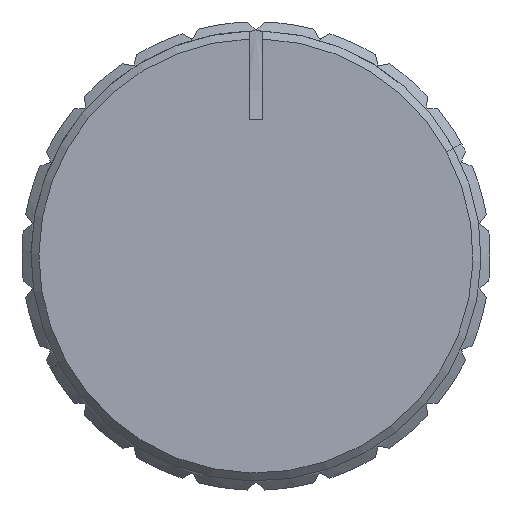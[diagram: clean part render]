
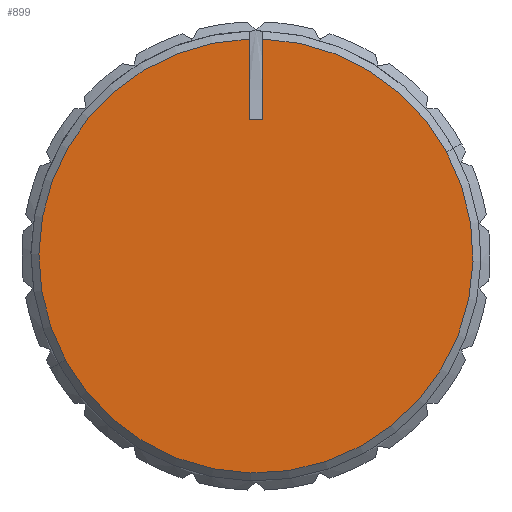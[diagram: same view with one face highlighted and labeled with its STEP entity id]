
A CAD part, front view. The second image highlights one B-rep face of the part: STEP entity #899.
In plain terms, the highlighted planar face has unit normal (0, -1, 0).
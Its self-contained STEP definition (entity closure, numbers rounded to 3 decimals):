
#717 = EDGE_CURVE('',#718,#720,#722,.T.);
#718 = VERTEX_POINT('',#719);
#719 = CARTESIAN_POINT('',(-0.3,-14.1,9.545));
#720 = VERTEX_POINT('',#721);
#721 = CARTESIAN_POINT('',(-0.3,-14.1,6.));
#722 = SURFACE_CURVE('',#723,(#727,#739),.PCURVE_S1.);
#723 = LINE('',#724,#725);
#724 = CARTESIAN_POINT('',(-0.3,-14.1,7.773));
#725 = VECTOR('',#726,1.);
#726 = DIRECTION('',(0.,0.,-1.));
#727 = PCURVE('',#728,#733);
#728 = PLANE('',#729);
#729 = AXIS2_PLACEMENT_3D('',#730,#731,#732);
#730 = CARTESIAN_POINT('',(-0.3,0.,0.));
#731 = DIRECTION('',(1.,0.,0.));
#732 = DIRECTION('',(0.,1.,0.));
#733 = DEFINITIONAL_REPRESENTATION('',(#734),#738);
#734 = LINE('',#735,#736);
#735 = CARTESIAN_POINT('',(-14.1,7.773));
#736 = VECTOR('',#737,1.);
#737 = DIRECTION('',(0.,-1.));
#738 = ( GEOMETRIC_REPRESENTATION_CONTEXT(2) 
PARAMETRIC_REPRESENTATION_CONTEXT() REPRESENTATION_CONTEXT('2D SPACE',''
  ) );
#739 = PCURVE('',#740,#745);
#740 = PLANE('',#741);
#741 = AXIS2_PLACEMENT_3D('',#742,#743,#744);
#742 = CARTESIAN_POINT('',(0.,-14.1,0.));
#743 = DIRECTION('',(0.,-1.,0.));
#744 = DIRECTION('',(1.,0.,0.));
#745 = DEFINITIONAL_REPRESENTATION('',(#746),#750);
#746 = LINE('',#747,#748);
#747 = CARTESIAN_POINT('',(-0.3,7.773));
#748 = VECTOR('',#749,1.);
#749 = DIRECTION('',(0.,-1.));
#750 = ( GEOMETRIC_REPRESENTATION_CONTEXT(2) 
PARAMETRIC_REPRESENTATION_CONTEXT() REPRESENTATION_CONTEXT('2D SPACE',''
  ) );
#769 = CYLINDRICAL_SURFACE('',#770,25.);
#770 = AXIS2_PLACEMENT_3D('',#771,#772,#773);
#771 = CARTESIAN_POINT('',(0.,-38.748,10.178));
#772 = DIRECTION('',(1.,0.,0.));
#773 = DIRECTION('',(0.,0.986,-0.167));
#801 = CONICAL_SURFACE('',#802,9.55,0.785);
#802 = AXIS2_PLACEMENT_3D('',#803,#804,#805);
#803 = CARTESIAN_POINT('',(0.,-14.1,0.));
#804 = DIRECTION('',(0.,1.,0.));
#805 = DIRECTION('',(0.878,0.,0.479));
#815 = EDGE_CURVE('',#816,#818,#820,.T.);
#816 = VERTEX_POINT('',#817);
#817 = CARTESIAN_POINT('',(0.3,-14.1,9.545));
#818 = VERTEX_POINT('',#819);
#819 = CARTESIAN_POINT('',(0.3,-14.1,6.));
#820 = SURFACE_CURVE('',#821,(#825,#837),.PCURVE_S1.);
#821 = LINE('',#822,#823);
#822 = CARTESIAN_POINT('',(0.3,-14.1,7.773));
#823 = VECTOR('',#824,1.);
#824 = DIRECTION('',(0.,0.,-1.));
#825 = PCURVE('',#826,#831);
#826 = PLANE('',#827);
#827 = AXIS2_PLACEMENT_3D('',#828,#829,#830);
#828 = CARTESIAN_POINT('',(0.3,0.,0.));
#829 = DIRECTION('',(1.,0.,0.));
#830 = DIRECTION('',(0.,1.,0.));
#831 = DEFINITIONAL_REPRESENTATION('',(#832),#836);
#832 = LINE('',#833,#834);
#833 = CARTESIAN_POINT('',(-14.1,7.773));
#834 = VECTOR('',#835,1.);
#835 = DIRECTION('',(0.,-1.));
#836 = ( GEOMETRIC_REPRESENTATION_CONTEXT(2) 
PARAMETRIC_REPRESENTATION_CONTEXT() REPRESENTATION_CONTEXT('2D SPACE',''
  ) );
#837 = PCURVE('',#740,#838);
#838 = DEFINITIONAL_REPRESENTATION('',(#839),#843);
#839 = LINE('',#840,#841);
#840 = CARTESIAN_POINT('',(0.3,7.773));
#841 = VECTOR('',#842,1.);
#842 = DIRECTION('',(0.,-1.));
#843 = ( GEOMETRIC_REPRESENTATION_CONTEXT(2) 
PARAMETRIC_REPRESENTATION_CONTEXT() REPRESENTATION_CONTEXT('2D SPACE',''
  ) );
#889 = CONICAL_SURFACE('',#890,9.55,0.785);
#890 = AXIS2_PLACEMENT_3D('',#891,#892,#893);
#891 = CARTESIAN_POINT('',(0.,-14.1,0.));
#892 = DIRECTION('',(0.,1.,0.));
#893 = DIRECTION('',(0.878,0.,0.479));
#899 = ADVANCED_FACE('',(#900),#740,.T.);
#900 = FACE_BOUND('',#901,.T.);
#901 = EDGE_LOOP('',(#902,#926,#955,#977,#978,#999));
#902 = ORIENTED_EDGE('',*,*,#903,.T.);
#903 = EDGE_CURVE('',#718,#904,#906,.T.);
#904 = VERTEX_POINT('',#905);
#905 = CARTESIAN_POINT('',(-8.381,-14.1,-4.579));
#906 = SURFACE_CURVE('',#907,(#912,#919),.PCURVE_S1.);
#907 = CIRCLE('',#908,9.55);
#908 = AXIS2_PLACEMENT_3D('',#909,#910,#911);
#909 = CARTESIAN_POINT('',(0.,-14.1,0.));
#910 = DIRECTION('',(0.,-1.,0.));
#911 = DIRECTION('',(0.,0.,-1.));
#912 = PCURVE('',#740,#913);
#913 = DEFINITIONAL_REPRESENTATION('',(#914),#918);
#914 = CIRCLE('',#915,9.55);
#915 = AXIS2_PLACEMENT_2D('',#916,#917);
#916 = CARTESIAN_POINT('',(0.,0.));
#917 = DIRECTION('',(0.,-1.));
#918 = ( GEOMETRIC_REPRESENTATION_CONTEXT(2) 
PARAMETRIC_REPRESENTATION_CONTEXT() REPRESENTATION_CONTEXT('2D SPACE',''
  ) );
#919 = PCURVE('',#801,#920);
#920 = DEFINITIONAL_REPRESENTATION('',(#921),#925);
#921 = LINE('',#922,#923);
#922 = CARTESIAN_POINT('',(8.354,0.));
#923 = VECTOR('',#924,1.);
#924 = DIRECTION('',(-1.,0.));
#925 = ( GEOMETRIC_REPRESENTATION_CONTEXT(2) 
PARAMETRIC_REPRESENTATION_CONTEXT() REPRESENTATION_CONTEXT('2D SPACE',''
  ) );
#926 = ORIENTED_EDGE('',*,*,#927,.T.);
#927 = EDGE_CURVE('',#904,#928,#930,.T.);
#928 = VERTEX_POINT('',#929);
#929 = CARTESIAN_POINT('',(8.381,-14.1,4.579));
#930 = SURFACE_CURVE('',#931,(#936,#943),.PCURVE_S1.);
#931 = CIRCLE('',#932,9.55);
#932 = AXIS2_PLACEMENT_3D('',#933,#934,#935);
#933 = CARTESIAN_POINT('',(0.,-14.1,0.));
#934 = DIRECTION('',(0.,-1.,0.));
#935 = DIRECTION('',(0.,0.,-1.));
#936 = PCURVE('',#740,#937);
#937 = DEFINITIONAL_REPRESENTATION('',(#938),#942);
#938 = CIRCLE('',#939,9.55);
#939 = AXIS2_PLACEMENT_2D('',#940,#941);
#940 = CARTESIAN_POINT('',(0.,0.));
#941 = DIRECTION('',(0.,-1.));
#942 = ( GEOMETRIC_REPRESENTATION_CONTEXT(2) 
PARAMETRIC_REPRESENTATION_CONTEXT() REPRESENTATION_CONTEXT('2D SPACE',''
  ) );
#943 = PCURVE('',#944,#949);
#944 = CONICAL_SURFACE('',#945,9.55,0.785);
#945 = AXIS2_PLACEMENT_3D('',#946,#947,#948);
#946 = CARTESIAN_POINT('',(0.,-14.1,0.));
#947 = DIRECTION('',(0.,1.,0.));
#948 = DIRECTION('',(0.878,0.,0.479));
#949 = DEFINITIONAL_REPRESENTATION('',(#950),#954);
#950 = LINE('',#951,#952);
#951 = CARTESIAN_POINT('',(8.354,0.));
#952 = VECTOR('',#953,1.);
#953 = DIRECTION('',(-1.,0.));
#954 = ( GEOMETRIC_REPRESENTATION_CONTEXT(2) 
PARAMETRIC_REPRESENTATION_CONTEXT() REPRESENTATION_CONTEXT('2D SPACE',''
  ) );
#955 = ORIENTED_EDGE('',*,*,#956,.T.);
#956 = EDGE_CURVE('',#928,#816,#957,.T.);
#957 = SURFACE_CURVE('',#958,(#963,#970),.PCURVE_S1.);
#958 = CIRCLE('',#959,9.55);
#959 = AXIS2_PLACEMENT_3D('',#960,#961,#962);
#960 = CARTESIAN_POINT('',(0.,-14.1,0.));
#961 = DIRECTION('',(0.,-1.,0.));
#962 = DIRECTION('',(0.,0.,-1.));
#963 = PCURVE('',#740,#964);
#964 = DEFINITIONAL_REPRESENTATION('',(#965),#969);
#965 = CIRCLE('',#966,9.55);
#966 = AXIS2_PLACEMENT_2D('',#967,#968);
#967 = CARTESIAN_POINT('',(0.,0.));
#968 = DIRECTION('',(0.,-1.));
#969 = ( GEOMETRIC_REPRESENTATION_CONTEXT(2) 
PARAMETRIC_REPRESENTATION_CONTEXT() REPRESENTATION_CONTEXT('2D SPACE',''
  ) );
#970 = PCURVE('',#889,#971);
#971 = DEFINITIONAL_REPRESENTATION('',(#972),#976);
#972 = LINE('',#973,#974);
#973 = CARTESIAN_POINT('',(8.354,0.));
#974 = VECTOR('',#975,1.);
#975 = DIRECTION('',(-1.,0.));
#976 = ( GEOMETRIC_REPRESENTATION_CONTEXT(2) 
PARAMETRIC_REPRESENTATION_CONTEXT() REPRESENTATION_CONTEXT('2D SPACE',''
  ) );
#977 = ORIENTED_EDGE('',*,*,#815,.T.);
#978 = ORIENTED_EDGE('',*,*,#979,.T.);
#979 = EDGE_CURVE('',#818,#720,#980,.T.);
#980 = SURFACE_CURVE('',#981,(#985,#992),.PCURVE_S1.);
#981 = LINE('',#982,#983);
#982 = CARTESIAN_POINT('',(0.,-14.1,6.));
#983 = VECTOR('',#984,1.);
#984 = DIRECTION('',(-1.,0.,0.));
#985 = PCURVE('',#740,#986);
#986 = DEFINITIONAL_REPRESENTATION('',(#987),#991);
#987 = LINE('',#988,#989);
#988 = CARTESIAN_POINT('',(0.,6.));
#989 = VECTOR('',#990,1.);
#990 = DIRECTION('',(-1.,0.));
#991 = ( GEOMETRIC_REPRESENTATION_CONTEXT(2) 
PARAMETRIC_REPRESENTATION_CONTEXT() REPRESENTATION_CONTEXT('2D SPACE',''
  ) );
#992 = PCURVE('',#769,#993);
#993 = DEFINITIONAL_REPRESENTATION('',(#994),#998);
#994 = LINE('',#995,#996);
#995 = CARTESIAN_POINT('',(0.,0.));
#996 = VECTOR('',#997,1.);
#997 = DIRECTION('',(0.,-1.));
#998 = ( GEOMETRIC_REPRESENTATION_CONTEXT(2) 
PARAMETRIC_REPRESENTATION_CONTEXT() REPRESENTATION_CONTEXT('2D SPACE',''
  ) );
#999 = ORIENTED_EDGE('',*,*,#717,.F.);
